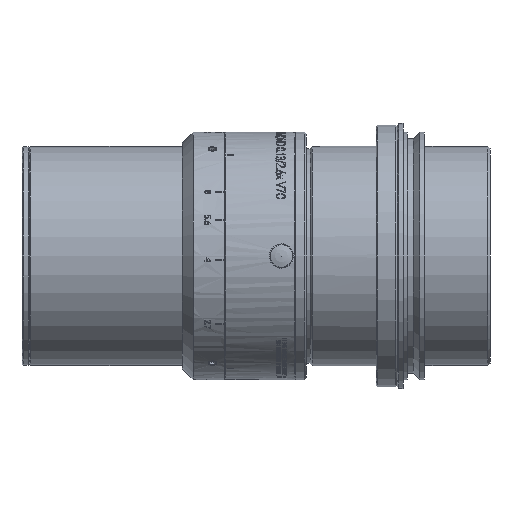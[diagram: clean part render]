
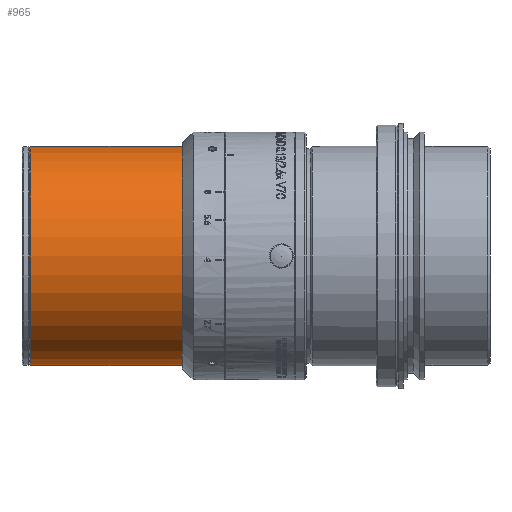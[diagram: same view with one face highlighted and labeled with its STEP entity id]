
A CAD part, front view. The second image highlights one B-rep face of the part: STEP entity #965.
In plain terms, the highlighted cylindrical face has radius 31 mm (diameter 62 mm), a full revolution.
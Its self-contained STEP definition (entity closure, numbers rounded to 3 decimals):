
#965=ADVANCED_FACE('',(#2787,#2788),#1439,.T.);
#1439=CYLINDRICAL_SURFACE('',#11058,31.);
#2421=CIRCLE('',#11056,31.);
#2422=CIRCLE('',#11057,31.);
#2787=FACE_BOUND('',#3386,.T.);
#2788=FACE_BOUND('',#3387,.T.);
#3386=EDGE_LOOP('',(#5358));
#3387=EDGE_LOOP('',(#5359));
#5358=ORIENTED_EDGE('',*,*,#9103,.T.);
#5359=ORIENTED_EDGE('',*,*,#9104,.T.);
#7714=VERTEX_POINT('',#17995);
#7715=VERTEX_POINT('',#17997);
#9103=EDGE_CURVE('',#7714,#7714,#2421,.T.);
#9104=EDGE_CURVE('',#7715,#7715,#2422,.T.);
#11056=AXIS2_PLACEMENT_3D('',#17994,#12241,#12242);
#11057=AXIS2_PLACEMENT_3D('',#17996,#12243,#12244);
#11058=AXIS2_PLACEMENT_3D('',#17998,#12245,#12246);
#12241=DIRECTION('',(1.,0.,0.));
#12242=DIRECTION('',(0.,0.,-1.));
#12243=DIRECTION('',(-1.,0.,0.));
#12244=DIRECTION('',(0.,0.,1.));
#12245=DIRECTION('',(-1.,0.,0.));
#12246=DIRECTION('',(0.,0.,1.));
#17994=CARTESIAN_POINT('',(-460.393,0.,0.));
#17995=CARTESIAN_POINT('',(-460.393,0.,-31.));
#17996=CARTESIAN_POINT('',(-417.393,0.,0.));
#17997=CARTESIAN_POINT('',(-417.393,0.,31.));
#17998=CARTESIAN_POINT('',(-459.793,0.,0.));
